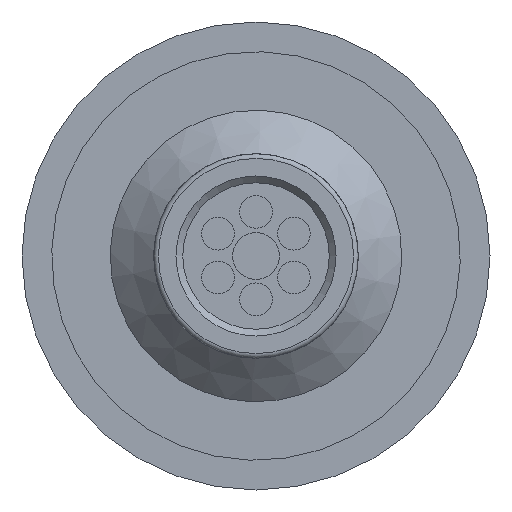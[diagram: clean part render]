
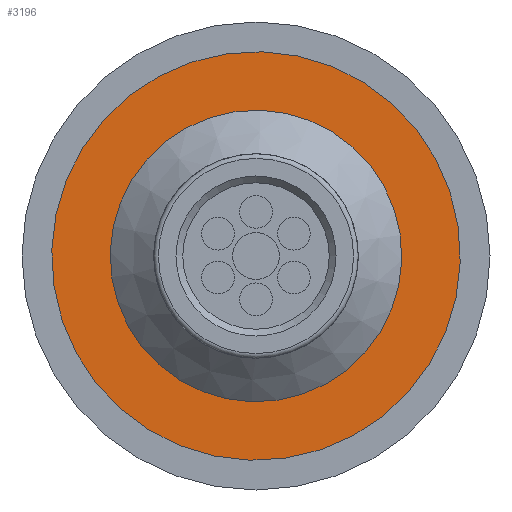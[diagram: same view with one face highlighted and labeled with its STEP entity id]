
A CAD part, left-side view. The second image highlights one B-rep face of the part: STEP entity #3196.
In plain terms, the highlighted planar face has unit normal (-1, 0, 0).
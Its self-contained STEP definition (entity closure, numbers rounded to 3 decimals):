
#203=FACE_BOUND('',#1141,.T.);
#942=FACE_OUTER_BOUND('',#1140,.T.);
#1140=EDGE_LOOP('',(#2897,#2898));
#1141=EDGE_LOOP('',(#2899,#2900));
#1280=CIRCLE('',#3464,7.912);
#1281=CIRCLE('',#3465,7.912);
#1284=CIRCLE('',#3469,11.087);
#1285=CIRCLE('',#3470,11.087);
#1597=VERTEX_POINT('',#7970);
#1598=VERTEX_POINT('',#7971);
#1601=VERTEX_POINT('',#7980);
#1602=VERTEX_POINT('',#7982);
#2033=EDGE_CURVE('',#1597,#1598,#1280,.T.);
#2034=EDGE_CURVE('',#1598,#1597,#1281,.T.);
#2039=EDGE_CURVE('',#1601,#1602,#1284,.T.);
#2040=EDGE_CURVE('',#1602,#1601,#1285,.T.);
#2897=ORIENTED_EDGE('',*,*,#2040,.F.);
#2898=ORIENTED_EDGE('',*,*,#2039,.F.);
#2899=ORIENTED_EDGE('',*,*,#2033,.T.);
#2900=ORIENTED_EDGE('',*,*,#2034,.T.);
#3037=PLANE('',#3472);
#3196=ADVANCED_FACE('',(#942,#203),#3037,.F.);
#3464=AXIS2_PLACEMENT_3D('',#7972,#4163,#4164);
#3465=AXIS2_PLACEMENT_3D('',#7973,#4165,#4166);
#3469=AXIS2_PLACEMENT_3D('',#7983,#4175,#4176);
#3470=AXIS2_PLACEMENT_3D('',#7984,#4177,#4178);
#3472=AXIS2_PLACEMENT_3D('',#7986,#4181,#4182);
#4163=DIRECTION('center_axis',(1.,0.,0.));
#4164=DIRECTION('ref_axis',(0.,-0.979,-0.203));
#4165=DIRECTION('center_axis',(1.,0.,0.));
#4166=DIRECTION('ref_axis',(0.,-0.979,-0.203));
#4175=DIRECTION('center_axis',(1.,0.,0.));
#4176=DIRECTION('ref_axis',(0.,-0.979,-0.203));
#4177=DIRECTION('center_axis',(1.,0.,0.));
#4178=DIRECTION('ref_axis',(0.,-0.979,-0.203));
#4181=DIRECTION('center_axis',(1.,0.,0.));
#4182=DIRECTION('ref_axis',(0.,-0.979,-0.203));
#7970=CARTESIAN_POINT('',(12.329,-7.747,-1.606));
#7971=CARTESIAN_POINT('',(12.329,7.747,1.606));
#7972=CARTESIAN_POINT('Origin',(12.329,0.,0.));
#7973=CARTESIAN_POINT('Origin',(12.329,0.,0.));
#7980=CARTESIAN_POINT('',(12.329,10.856,2.251));
#7982=CARTESIAN_POINT('',(12.329,-10.856,-2.251));
#7983=CARTESIAN_POINT('Origin',(12.329,0.,0.));
#7984=CARTESIAN_POINT('Origin',(12.329,0.,0.));
#7986=CARTESIAN_POINT('Origin',(12.329,2.251,-10.856));
